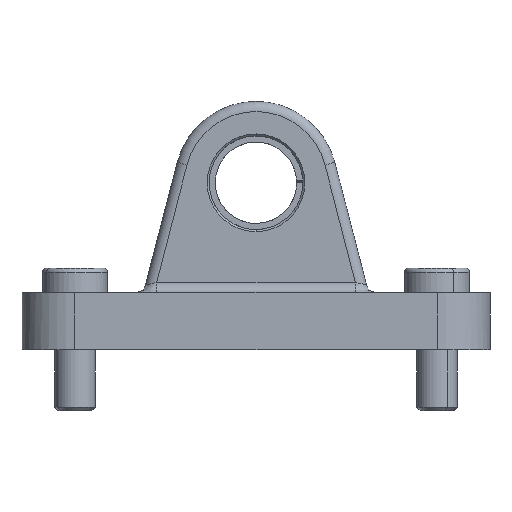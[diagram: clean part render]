
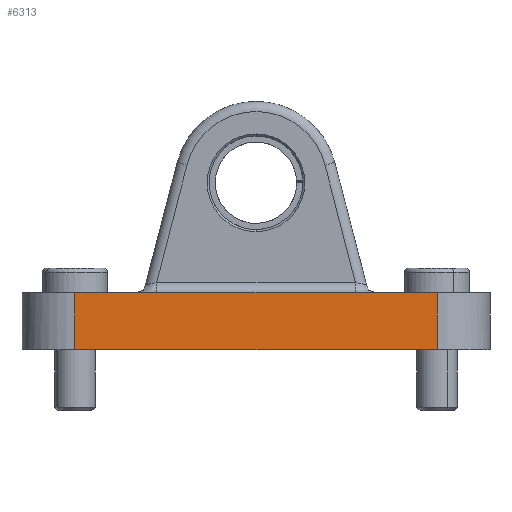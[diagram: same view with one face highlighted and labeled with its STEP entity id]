
A CAD part, left-side view. The second image highlights one B-rep face of the part: STEP entity #6313.
In plain terms, the highlighted planar face has unit normal (-1, 0, 0).
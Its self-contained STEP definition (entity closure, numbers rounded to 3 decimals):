
#96 = FACE_OUTER_BOUND ( 'NONE', #10049, .T. ) ;
#519 = VECTOR ( 'NONE', #1915, 1000. ) ;
#935 = CARTESIAN_POINT ( 'NONE',  ( -57.5, 44.5, 14. ) ) ;
#1020 = DIRECTION ( 'NONE',  ( 1., 0., 0. ) ) ;
#1181 = EDGE_CURVE ( 'NONE', #7361, #2595, #5499, .T. ) ;
#1229 = DIRECTION ( 'NONE',  ( 0., 0., 1. ) ) ;
#1523 = LINE ( 'NONE', #5471, #1636 ) ;
#1535 = CARTESIAN_POINT ( 'NONE',  ( -57.5, -57.5, 14. ) ) ;
#1636 = VECTOR ( 'NONE', #7323, 1000. ) ;
#1742 = VECTOR ( 'NONE', #10971, 1000. ) ;
#1915 = DIRECTION ( 'NONE',  ( 0., -1., 0. ) ) ;
#2412 = ORIENTED_EDGE ( 'NONE', *, *, #7471, .T. ) ;
#2595 = VERTEX_POINT ( 'NONE', #7580 ) ;
#2861 = DIRECTION ( 'NONE',  ( 0., 0., -1. ) ) ;
#2922 = LINE ( 'NONE', #935, #11021 ) ;
#2943 = PLANE ( 'NONE',  #4398 ) ;
#2982 = ORIENTED_EDGE ( 'NONE', *, *, #10769, .F. ) ;
#3257 = EDGE_CURVE ( 'NONE', #3740, #7706, #9553, .T. ) ;
#3740 = VERTEX_POINT ( 'NONE', #7942 ) ;
#3869 = DIRECTION ( 'NONE',  ( 0., 0., -1. ) ) ;
#3886 = CARTESIAN_POINT ( 'NONE',  ( -57.5, 44.5, 14. ) ) ;
#4183 = CARTESIAN_POINT ( 'NONE',  ( -57.5, -57.5, 0. ) ) ;
#4398 = AXIS2_PLACEMENT_3D ( 'NONE', #4850, #1020, #3869 ) ;
#4850 = CARTESIAN_POINT ( 'NONE',  ( -57.5, -57.5, 14. ) ) ;
#4919 = VECTOR ( 'NONE', #7948, 1000. ) ;
#5355 = ORIENTED_EDGE ( 'NONE', *, *, #6250, .F. ) ;
#5471 = CARTESIAN_POINT ( 'NONE',  ( -57.5, -57.5, 14. ) ) ;
#5499 = LINE ( 'NONE', #7412, #519 ) ;
#5543 = EDGE_CURVE ( 'NONE', #7361, #9861, #2922, .T. ) ;
#5586 = VECTOR ( 'NONE', #1229, 1000. ) ;
#6250 = EDGE_CURVE ( 'NONE', #9754, #7706, #1523, .T. ) ;
#6313 = ADVANCED_FACE ( 'NONE', ( #96 ), #2943, .F. ) ;
#6874 = CARTESIAN_POINT ( 'NONE',  ( -57.5, -44.5, 14. ) ) ;
#7323 = DIRECTION ( 'NONE',  ( 0., -1., 0. ) ) ;
#7361 = VERTEX_POINT ( 'NONE', #3886 ) ;
#7412 = CARTESIAN_POINT ( 'NONE',  ( -57.5, -57.5, 14. ) ) ;
#7471 = EDGE_CURVE ( 'NONE', #9861, #3740, #8987, .T. ) ;
#7580 = CARTESIAN_POINT ( 'NONE',  ( -57.5, 24.412, 14. ) ) ;
#7706 = VERTEX_POINT ( 'NONE', #6874 ) ;
#7942 = CARTESIAN_POINT ( 'NONE',  ( -57.5, -44.5, 0. ) ) ;
#7948 = DIRECTION ( 'NONE',  ( 0., -1., 0. ) ) ;
#8630 = CARTESIAN_POINT ( 'NONE',  ( -57.5, -44.5, 14. ) ) ;
#8933 = CARTESIAN_POINT ( 'NONE',  ( -57.5, -24.412, 14. ) ) ;
#8987 = LINE ( 'NONE', #4183, #4919 ) ;
#9553 = LINE ( 'NONE', #8630, #5586 ) ;
#9593 = CARTESIAN_POINT ( 'NONE',  ( -57.5, 44.5, 0. ) ) ;
#9754 = VERTEX_POINT ( 'NONE', #8933 ) ;
#9861 = VERTEX_POINT ( 'NONE', #9593 ) ;
#10049 = EDGE_LOOP ( 'NONE', ( #10346, #5355, #2982, #10320, #10371, #2412 ) ) ;
#10320 = ORIENTED_EDGE ( 'NONE', *, *, #1181, .F. ) ;
#10346 = ORIENTED_EDGE ( 'NONE', *, *, #3257, .T. ) ;
#10371 = ORIENTED_EDGE ( 'NONE', *, *, #5543, .T. ) ;
#10769 = EDGE_CURVE ( 'NONE', #2595, #9754, #10849, .T. ) ;
#10849 = LINE ( 'NONE', #1535, #1742 ) ;
#10971 = DIRECTION ( 'NONE',  ( 0., -1., 0. ) ) ;
#11021 = VECTOR ( 'NONE', #2861, 1000. ) ;
